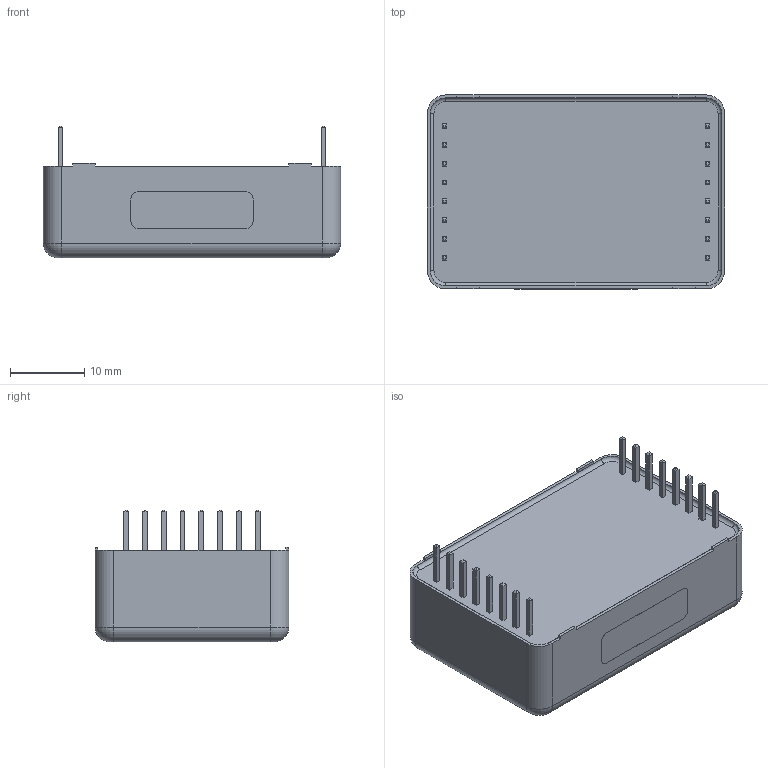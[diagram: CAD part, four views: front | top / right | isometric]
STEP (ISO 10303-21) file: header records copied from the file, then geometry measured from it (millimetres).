
FILE_DESCRIPTION(/* description */ ('Alibre Inc.'),/* implementation_level */ '2;1');
FILE_NAME(/* name */ 'export0',/* time_stamp */ '2014-09-03T16:50:28+02:00',/* author */ (''),/* organization */ (''),/* preprocessor_version */ 'ST-DEVELOPER v14',/* originating_system */ 'Alibre',/* authorisation */ '');
FILE_SCHEMA (('AUTOMOTIVE_DESIGN'));
Length unit declared in the file: centimetre
Bounding box: 40.2 x 26.21 x 17.81 mm (x, y, z)
Volume: 1491.1 mm3; surface area: 7981.7 mm2
Topology: 1 solids, 2 shells, 1071 faces, 2816 edges, 1808 vertices
Faces by surface type: plane 977, bspline 55, cylinder 27, torus 12
Full cylindrical faces by diameter (mm): 0.69 x1, 0.699 x1, 2 x1
Entity records: 28739 total; most frequent: ORIENTED_EDGE 5626, CARTESIAN_POINT 5566, DIRECTION 3179, EDGE_CURVE 2813, VECTOR 2277, LINE 2277, VERTEX_POINT 1808, EDGE_LOOP 1161
